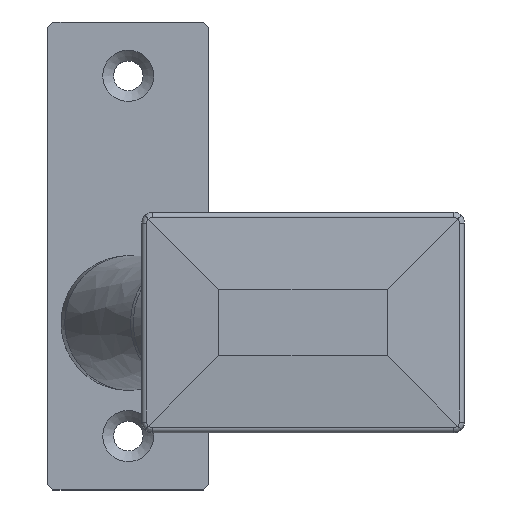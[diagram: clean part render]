
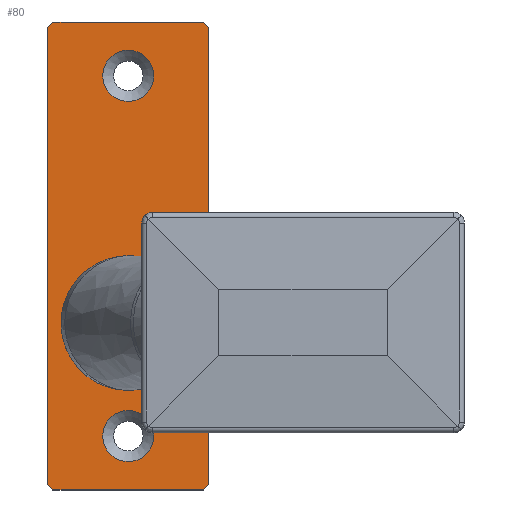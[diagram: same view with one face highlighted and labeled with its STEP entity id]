
A CAD part, top view. The second image highlights one B-rep face of the part: STEP entity #80.
In plain terms, the highlighted planar face has unit normal (0, 0, 1).
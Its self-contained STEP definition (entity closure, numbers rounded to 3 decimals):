
#80 = ADVANCED_FACE ( 'NONE', ( #7900, #15604, #7470, #16447 ), #15698, .T. ) ;
#370 = VERTEX_POINT ( 'NONE', #6032 ) ;
#387 = VECTOR ( 'NONE', #12005, 1000. ) ;
#434 = ORIENTED_EDGE ( 'NONE', *, *, #15183, .F. ) ;
#463 = DIRECTION ( 'NONE',  ( 1., 0., 0. ) ) ;
#571 = CARTESIAN_POINT ( 'NONE',  ( -15., -42.5, 5. ) ) ;
#609 = VECTOR ( 'NONE', #6171, 1000. ) ;
#913 = VERTEX_POINT ( 'NONE', #9896 ) ;
#1100 = EDGE_CURVE ( 'NONE', #7020, #370, #11807, .T. ) ;
#1213 = EDGE_CURVE ( 'NONE', #913, #5721, #13479, .T. ) ;
#1315 = EDGE_CURVE ( 'NONE', #5721, #7523, #5602, .T. ) ;
#1493 = CARTESIAN_POINT ( 'NONE',  ( 0., -12.5, 5. ) ) ;
#1583 = VERTEX_POINT ( 'NONE', #10263 ) ;
#1764 = EDGE_CURVE ( 'NONE', #370, #15939, #13461, .T. ) ;
#1776 = CIRCLE ( 'NONE', #7757, 4.75 ) ;
#2119 = EDGE_CURVE ( 'NONE', #15939, #1583, #3314, .T. ) ;
#2541 = DIRECTION ( 'NONE',  ( 1., 0., 0. ) ) ;
#2591 = CARTESIAN_POINT ( 'NONE',  ( 14., 43.5, 5. ) ) ;
#2669 = CARTESIAN_POINT ( 'NONE',  ( 28.75, 28.75, 5. ) ) ;
#2765 = EDGE_CURVE ( 'NONE', #6435, #913, #6608, .T. ) ;
#2800 = AXIS2_PLACEMENT_3D ( 'NONE', #1493, #4154, #4001 ) ;
#2986 = CARTESIAN_POINT ( 'NONE',  ( 0., 33.5, 5. ) ) ;
#3314 = LINE ( 'NONE', #10010, #10760 ) ;
#3531 = CARTESIAN_POINT ( 'NONE',  ( 15., 42.5, 5. ) ) ;
#4001 = DIRECTION ( 'NONE',  ( 1., 0., 0. ) ) ;
#4012 = DIRECTION ( 'NONE',  ( -0.707, 0.707, 0. ) ) ;
#4111 = CARTESIAN_POINT ( 'NONE',  ( -15., -43.5, 5. ) ) ;
#4154 = DIRECTION ( 'NONE',  ( 0., 0., 1. ) ) ;
#4184 = AXIS2_PLACEMENT_3D ( 'NONE', #15758, #11830, #2541 ) ;
#4653 = EDGE_LOOP ( 'NONE', ( #11598 ) ) ;
#4797 = CARTESIAN_POINT ( 'NONE',  ( -14., 43.5, 5. ) ) ;
#4998 = VECTOR ( 'NONE', #15359, 1000. ) ;
#5384 = ORIENTED_EDGE ( 'NONE', *, *, #1315, .T. ) ;
#5411 = ORIENTED_EDGE ( 'NONE', *, *, #7283, .T. ) ;
#5602 = LINE ( 'NONE', #2669, #15151 ) ;
#5721 = VERTEX_POINT ( 'NONE', #3531 ) ;
#6032 = CARTESIAN_POINT ( 'NONE',  ( -15., 42.5, 5. ) ) ;
#6171 = DIRECTION ( 'NONE',  ( 0., -1., 0. ) ) ;
#6262 = LINE ( 'NONE', #14876, #6457 ) ;
#6364 = EDGE_LOOP ( 'NONE', ( #9575 ) ) ;
#6435 = VERTEX_POINT ( 'NONE', #15371 ) ;
#6457 = VECTOR ( 'NONE', #14981, 1000. ) ;
#6474 = VERTEX_POINT ( 'NONE', #12249 ) ;
#6608 = LINE ( 'NONE', #7898, #387 ) ;
#6947 = DIRECTION ( 'NONE',  ( 0., 0., -1. ) ) ;
#7020 = VERTEX_POINT ( 'NONE', #4797 ) ;
#7132 = VERTEX_POINT ( 'NONE', #16312 ) ;
#7205 = LINE ( 'NONE', #4111, #8267 ) ;
#7283 = EDGE_CURVE ( 'NONE', #7523, #7020, #6262, .T. ) ;
#7470 = FACE_OUTER_BOUND ( 'NONE', #15218, .T. ) ;
#7523 = VERTEX_POINT ( 'NONE', #2591 ) ;
#7757 = AXIS2_PLACEMENT_3D ( 'NONE', #2986, #6947, #463 ) ;
#7783 = DIRECTION ( 'NONE',  ( 0., 1., 0. ) ) ;
#7797 = CARTESIAN_POINT ( 'NONE',  ( -28.75, 28.75, 5. ) ) ;
#7898 = CARTESIAN_POINT ( 'NONE',  ( 28.75, -28.75, 5. ) ) ;
#7900 = FACE_BOUND ( 'NONE', #4653, .T. ) ;
#8267 = VECTOR ( 'NONE', #13398, 1000. ) ;
#8335 = ORIENTED_EDGE ( 'NONE', *, *, #1213, .T. ) ;
#9575 = ORIENTED_EDGE ( 'NONE', *, *, #15327, .T. ) ;
#9696 = ORIENTED_EDGE ( 'NONE', *, *, #1764, .T. ) ;
#9826 = DIRECTION ( 'NONE',  ( 1., 0., 0. ) ) ;
#9853 = EDGE_CURVE ( 'NONE', #7132, #7132, #10350, .T. ) ;
#9896 = CARTESIAN_POINT ( 'NONE',  ( 15., -42.5, 5. ) ) ;
#10010 = CARTESIAN_POINT ( 'NONE',  ( -28.75, -28.75, 5. ) ) ;
#10201 = ORIENTED_EDGE ( 'NONE', *, *, #1100, .T. ) ;
#10263 = CARTESIAN_POINT ( 'NONE',  ( -14., -43.5, 5. ) ) ;
#10350 = CIRCLE ( 'NONE', #11267, 4.75 ) ;
#10497 = EDGE_CURVE ( 'NONE', #1583, #6435, #7205, .T. ) ;
#10760 = VECTOR ( 'NONE', #13843, 1000. ) ;
#10927 = CARTESIAN_POINT ( 'NONE',  ( 10., -12.5, 5. ) ) ;
#10979 = DIRECTION ( 'NONE',  ( 0., 0., -1. ) ) ;
#11267 = AXIS2_PLACEMENT_3D ( 'NONE', #13517, #10979, #9826 ) ;
#11426 = CARTESIAN_POINT ( 'NONE',  ( -15., 43.5, 5. ) ) ;
#11598 = ORIENTED_EDGE ( 'NONE', *, *, #9853, .T. ) ;
#11807 = LINE ( 'NONE', #7797, #4998 ) ;
#11830 = DIRECTION ( 'NONE',  ( 0., 0., 1. ) ) ;
#11999 = ORIENTED_EDGE ( 'NONE', *, *, #10497, .T. ) ;
#12005 = DIRECTION ( 'NONE',  ( 0.707, 0.707, 0. ) ) ;
#12249 = CARTESIAN_POINT ( 'NONE',  ( 4.75, 33.5, 5. ) ) ;
#13398 = DIRECTION ( 'NONE',  ( 1., 0., 0. ) ) ;
#13461 = LINE ( 'NONE', #11426, #609 ) ;
#13479 = LINE ( 'NONE', #14235, #13897 ) ;
#13517 = CARTESIAN_POINT ( 'NONE',  ( 0., -33.5, 5. ) ) ;
#13843 = DIRECTION ( 'NONE',  ( 0.707, -0.707, 0. ) ) ;
#13897 = VECTOR ( 'NONE', #7783, 1000. ) ;
#13965 = VERTEX_POINT ( 'NONE', #10927 ) ;
#14235 = CARTESIAN_POINT ( 'NONE',  ( 15., 43.5, 5. ) ) ;
#14324 = ORIENTED_EDGE ( 'NONE', *, *, #2765, .T. ) ;
#14834 = CIRCLE ( 'NONE', #2800, 10. ) ;
#14876 = CARTESIAN_POINT ( 'NONE',  ( -15., 43.5, 5. ) ) ;
#14880 = ORIENTED_EDGE ( 'NONE', *, *, #2119, .T. ) ;
#14934 = EDGE_LOOP ( 'NONE', ( #434 ) ) ;
#14981 = DIRECTION ( 'NONE',  ( -1., 0., 0. ) ) ;
#15151 = VECTOR ( 'NONE', #4012, 1000. ) ;
#15183 = EDGE_CURVE ( 'NONE', #13965, #13965, #14834, .T. ) ;
#15218 = EDGE_LOOP ( 'NONE', ( #9696, #14880, #11999, #14324, #8335, #5384, #5411, #10201 ) ) ;
#15327 = EDGE_CURVE ( 'NONE', #6474, #6474, #1776, .T. ) ;
#15359 = DIRECTION ( 'NONE',  ( -0.707, -0.707, 0. ) ) ;
#15371 = CARTESIAN_POINT ( 'NONE',  ( 14., -43.5, 5. ) ) ;
#15604 = FACE_BOUND ( 'NONE', #6364, .T. ) ;
#15698 = PLANE ( 'NONE',  #4184 ) ;
#15758 = CARTESIAN_POINT ( 'NONE',  ( 0., 0., 5. ) ) ;
#15939 = VERTEX_POINT ( 'NONE', #571 ) ;
#16312 = CARTESIAN_POINT ( 'NONE',  ( 4.75, -33.5, 5. ) ) ;
#16447 = FACE_BOUND ( 'NONE', #14934, .T. ) ;
